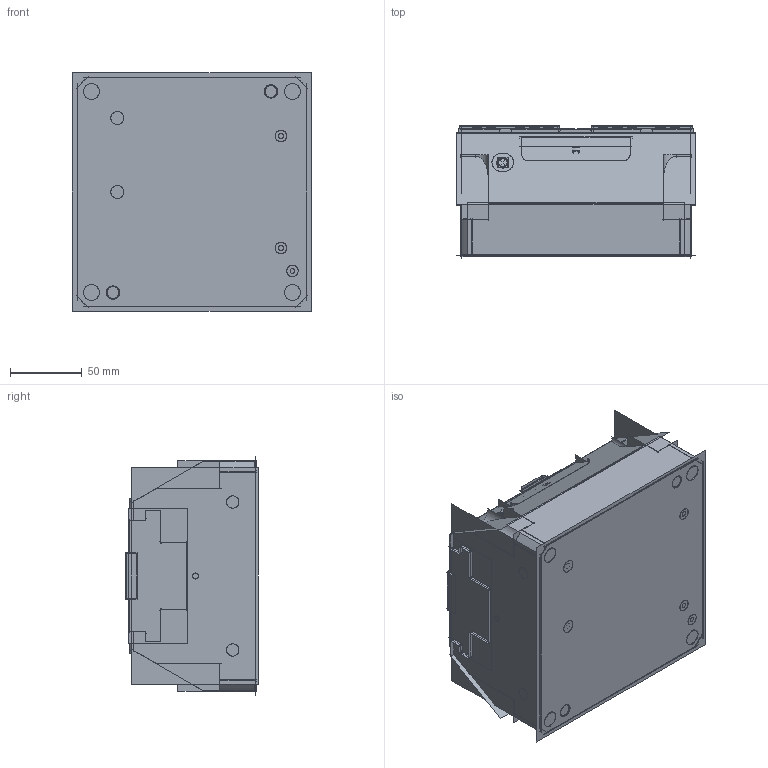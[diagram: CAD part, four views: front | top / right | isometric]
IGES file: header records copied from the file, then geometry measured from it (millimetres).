
Start section:  PTC IGES file: ilcm-vfb-160-c2-pn.igs
Global section: file name: ilcm-vfb-160-c2-pn.igs; native system: Creo Parametric by PTC Inc.; preprocessor: 2021164; author: AThompson; organization: Unknown; date: 20240320.072441; units: millimetre
Bounding box: 166.49 x 92.1 x 165.78 mm (x, y, z)
Surface area: 395288.6 mm2 (no closed solid volume)
Topology: 0 solids, 0 shells, 1186 faces, 13140 edges, 15038 vertices
Faces by surface type: revolution 646, bspline 540
